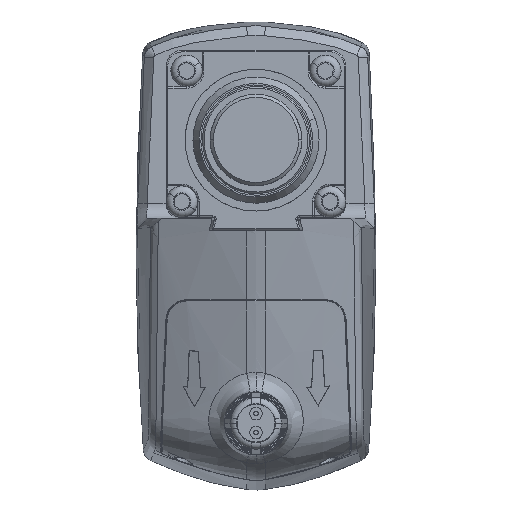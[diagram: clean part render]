
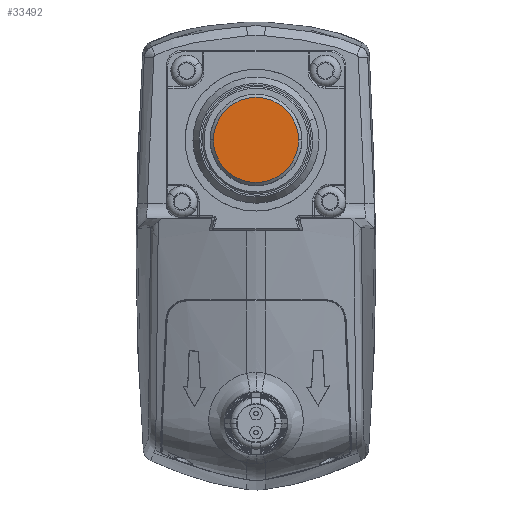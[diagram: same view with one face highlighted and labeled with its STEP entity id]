
A CAD part, top view. The second image highlights one B-rep face of the part: STEP entity #33492.
In plain terms, the highlighted face is planar.
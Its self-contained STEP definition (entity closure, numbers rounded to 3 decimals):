
#194 = EDGE_CURVE ( 'NONE', #13689, #25932, #29453, .T. ) ;
#1033 = PLANE ( 'NONE',  #22625 ) ;
#5441 = FACE_OUTER_BOUND ( 'NONE', #63609, .T. ) ;
#6620 = CARTESIAN_POINT ( 'NONE',  ( -56.192, -276.4, 0. ) ) ;
#9476 = CARTESIAN_POINT ( 'NONE',  ( -56.192, -276.4, -13.5 ) ) ;
#10538 = CARTESIAN_POINT ( 'NONE',  ( -56.192, -276.4, 13.5 ) ) ;
#12711 = DIRECTION ( 'NONE',  ( 0., -1., 0. ) ) ;
#13689 = VERTEX_POINT ( 'NONE', #9476 ) ;
#20535 = CARTESIAN_POINT ( 'NONE',  ( -56.192, -276.4, 0. ) ) ;
#22625 = AXIS2_PLACEMENT_3D ( 'NONE', #6620, #12711, #55228 ) ;
#25932 = VERTEX_POINT ( 'NONE', #10538 ) ;
#29453 = CIRCLE ( 'NONE', #65222, 13.5 ) ;
#29621 = CARTESIAN_POINT ( 'NONE',  ( -56.192, -276.4, 0. ) ) ;
#33492 = ADVANCED_FACE ( 'NONE', ( #5441 ), #1033, .T. ) ;
#40489 = DIRECTION ( 'NONE',  ( 0., 0., -1. ) ) ;
#46022 = DIRECTION ( 'NONE',  ( 0., 0., -1. ) ) ;
#48472 = EDGE_CURVE ( 'NONE', #25932, #13689, #51483, .T. ) ;
#51483 = CIRCLE ( 'NONE', #74970, 13.5 ) ;
#51622 = DIRECTION ( 'NONE',  ( 0., 1., 0. ) ) ;
#53758 = ORIENTED_EDGE ( 'NONE', *, *, #194, .F. ) ;
#55228 = DIRECTION ( 'NONE',  ( 0., 0., -1. ) ) ;
#63609 = EDGE_LOOP ( 'NONE', ( #53758, #77237 ) ) ;
#65222 = AXIS2_PLACEMENT_3D ( 'NONE', #29621, #72223, #40489 ) ;
#72223 = DIRECTION ( 'NONE',  ( 0., 1., 0. ) ) ;
#74970 = AXIS2_PLACEMENT_3D ( 'NONE', #20535, #51622, #46022 ) ;
#77237 = ORIENTED_EDGE ( 'NONE', *, *, #48472, .F. ) ;
